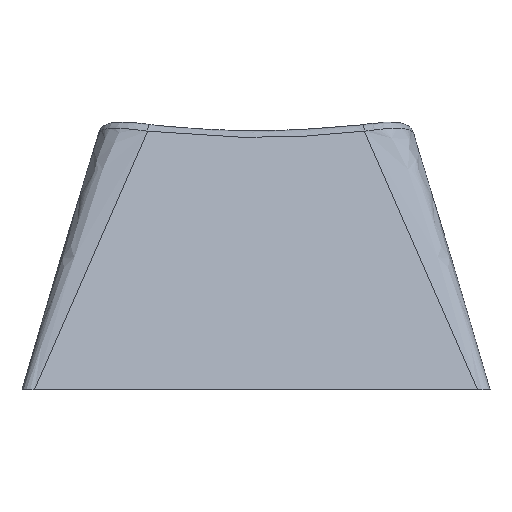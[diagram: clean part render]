
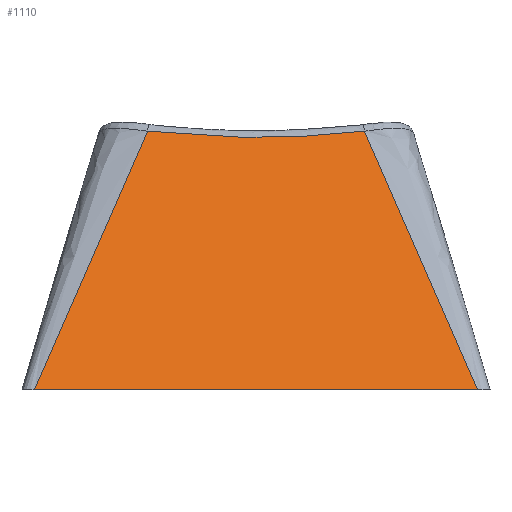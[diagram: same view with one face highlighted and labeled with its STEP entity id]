
A CAD part, front view. The second image highlights one B-rep face of the part: STEP entity #1110.
In plain terms, the highlighted planar face has unit normal (0, -0.936, 0.352).
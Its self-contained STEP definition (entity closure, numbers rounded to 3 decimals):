
#67=B_SPLINE_CURVE_WITH_KNOTS('',3,(#2021,#2022,#2023,#2024),
 .UNSPECIFIED.,.F.,.F.,(4,4),(0.145,11.787),
 .UNSPECIFIED.);
#69=B_SPLINE_CURVE_WITH_KNOTS('',3,(#2108,#2109,#2110,#2111),
 .UNSPECIFIED.,.F.,.F.,(4,4),(0.145,11.787),
 .UNSPECIFIED.);
#78=B_SPLINE_CURVE_WITH_KNOTS('',3,(#2222,#2223,#2224,#2225,#2226),
 .UNSPECIFIED.,.F.,.F.,(4,1,4),(-0.097,4.107,8.311),
 .UNSPECIFIED.);
#118=FACE_OUTER_BOUND('',#184,.T.);
#184=EDGE_LOOP('',(#820,#821,#822,#823));
#264=LINE('',#1647,#375);
#375=VECTOR('',#1309,10.);
#491=VERTEX_POINT('',#1631);
#492=VERTEX_POINT('',#1646);
#503=VERTEX_POINT('',#2004);
#504=VERTEX_POINT('',#2085);
#603=EDGE_CURVE('',#491,#492,#264,.F.);
#620=EDGE_CURVE('',#492,#503,#67,.F.);
#622=EDGE_CURVE('',#504,#491,#69,.T.);
#632=EDGE_CURVE('',#504,#503,#78,.F.);
#820=ORIENTED_EDGE('',*,*,#620,.F.);
#821=ORIENTED_EDGE('',*,*,#603,.F.);
#822=ORIENTED_EDGE('',*,*,#622,.F.);
#823=ORIENTED_EDGE('',*,*,#632,.T.);
#1056=PLANE('',#1191);
#1110=ADVANCED_FACE('',(#118),#1056,.T.);
#1191=AXIS2_PLACEMENT_3D('',#2221,#1321,#1322);
#1309=DIRECTION('',(1.,0.,0.));
#1321=DIRECTION('center_axis',(0.,-0.936,0.352));
#1322=DIRECTION('ref_axis',(0.,-0.352,-0.936));
#1631=CARTESIAN_POINT('',(8.567,-10.89,-30.));
#1646=CARTESIAN_POINT('',(-8.567,-10.89,-30.));
#1647=CARTESIAN_POINT('',(-8.567,-10.89,-30.));
#2004=CARTESIAN_POINT('',(-4.193,-7.128,-19.997));
#2021=CARTESIAN_POINT('Ctrl Pts',(-4.193,-7.128,-19.997));
#2022=CARTESIAN_POINT('Ctrl Pts',(-5.652,-8.384,-23.337));
#2023=CARTESIAN_POINT('Ctrl Pts',(-7.111,-9.638,-26.67));
#2024=CARTESIAN_POINT('Ctrl Pts',(-8.567,-10.89,-30.));
#2085=CARTESIAN_POINT('',(4.193,-7.128,-19.997));
#2108=CARTESIAN_POINT('Ctrl Pts',(4.193,-7.128,-19.997));
#2109=CARTESIAN_POINT('Ctrl Pts',(5.652,-8.384,-23.337));
#2110=CARTESIAN_POINT('Ctrl Pts',(7.111,-9.638,-26.67));
#2111=CARTESIAN_POINT('Ctrl Pts',(8.567,-10.89,-30.));
#2221=CARTESIAN_POINT('Origin',(-7.538,-8.897,-24.7));
#2222=CARTESIAN_POINT('Ctrl Pts',(-4.193,-7.128,-19.997));
#2223=CARTESIAN_POINT('Ctrl Pts',(-2.802,-7.188,-20.158));
#2224=CARTESIAN_POINT('Ctrl Pts',(0.,-7.249,
-20.32));
#2225=CARTESIAN_POINT('Ctrl Pts',(2.802,-7.188,-20.158));
#2226=CARTESIAN_POINT('Ctrl Pts',(4.193,-7.128,-19.997));
